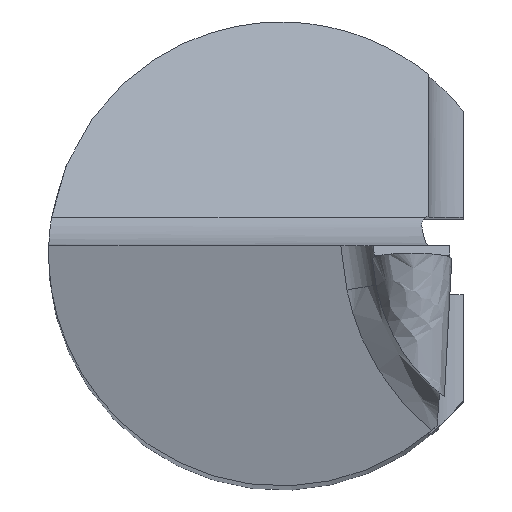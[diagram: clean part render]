
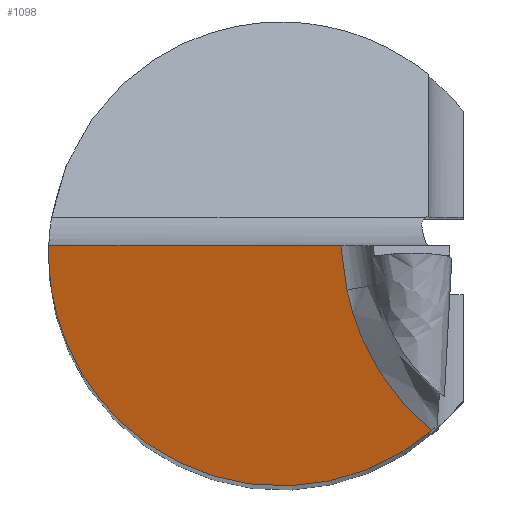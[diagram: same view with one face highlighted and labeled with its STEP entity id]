
A CAD part, top view. The second image highlights one B-rep face of the part: STEP entity #1098.
In plain terms, the highlighted planar face has unit normal (-0.259, -0.052, 0.965).
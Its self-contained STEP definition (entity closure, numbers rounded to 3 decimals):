
#36 = VERTEX_POINT ( 'NONE', #493 ) ;
#64 = CARTESIAN_POINT ( 'NONE',  ( -3.099, -2.932, 30.875 ) ) ;
#84 = CARTESIAN_POINT ( 'NONE',  ( 1.943, -2.286, 32.261 ) ) ;
#116 = CARTESIAN_POINT ( 'NONE',  ( -2.998, 0.1, 31.067 ) ) ;
#137 = ORIENTED_EDGE ( 'NONE', *, *, #424, .T. ) ;
#178 = VECTOR ( 'NONE', #1242, 1000. ) ;
#251 = FACE_OUTER_BOUND ( 'NONE', #1120, .T. ) ;
#255 = LINE ( 'NONE', #852, #178 ) ;
#265 = CARTESIAN_POINT ( 'NONE',  ( 1.372, -1.824, 32.133 ) ) ;
#424 = EDGE_CURVE ( 'NONE', #957, #890, #255, .T. ) ;
#476 = CARTESIAN_POINT ( 'NONE',  ( 0.769, 0.1, 32.076 ) ) ;
#490 = EDGE_CURVE ( 'NONE', #491, #36, #908, .T. ) ;
#491 = VERTEX_POINT ( 'NONE', #84 ) ;
#493 = CARTESIAN_POINT ( 'NONE',  ( 0.849, -0.469, 32.067 ) ) ;
#522 = DIRECTION ( 'NONE',  ( 0.966, 0., 0.259 ) ) ;
#525 = ORIENTED_EDGE ( 'NONE', *, *, #490, .T. ) ;
#576 = EDGE_CURVE ( 'NONE', #36, #957, #1069, .T. ) ;
#607 = PLANE ( 'NONE',  #1224 ) ;
#617 = CARTESIAN_POINT ( 'NONE',  ( 1.232, 0.1, 32.2 ) ) ;
#629 = CARTESIAN_POINT ( 'NONE',  ( -2.998, 0.1, 31.067 ) ) ;
#744 =( BOUNDED_CURVE ( )  B_SPLINE_CURVE ( 3, ( #986, #1201, #64, #629 ),
 .UNSPECIFIED., .F., .F. ) 
 B_SPLINE_CURVE_WITH_KNOTS ( ( 4, 4 ),
 ( 4.208, 6.516 ),
 .UNSPECIFIED. ) 
 CURVE ( )  GEOMETRIC_REPRESENTATION_ITEM ( )  RATIONAL_B_SPLINE_CURVE ( ( 1., 0.603, 0.603, 1. ) ) 
 REPRESENTATION_ITEM ( '' )  );
#798 = DIRECTION ( 'NONE',  ( -0.258, -0.052, 0.965 ) ) ;
#852 = CARTESIAN_POINT ( 'NONE',  ( 1.232, 0.1, 32.2 ) ) ;
#872 = DIRECTION ( 'NONE',  ( -0.14, 0.99, 0.016 ) ) ;
#874 = VECTOR ( 'NONE', #872, 1000. ) ;
#887 = CARTESIAN_POINT ( 'NONE',  ( 0.778, 0.038, 32.075 ) ) ;
#890 = VERTEX_POINT ( 'NONE', #116 ) ;
#908 =( BOUNDED_CURVE ( )  B_SPLINE_CURVE ( 3, ( #1143, #265, #949, #1238 ),
 .UNSPECIFIED., .F., .F. ) 
 B_SPLINE_CURVE_WITH_KNOTS ( ( 4, 4 ),
 ( 2.476, 3.175 ),
 .UNSPECIFIED. ) 
 CURVE ( )  GEOMETRIC_REPRESENTATION_ITEM ( )  RATIONAL_B_SPLINE_CURVE ( ( 1., 0.96, 0.96, 1. ) ) 
 REPRESENTATION_ITEM ( '' )  );
#949 = CARTESIAN_POINT ( 'NONE',  ( 0.993, -1.193, 32.066 ) ) ;
#957 = VERTEX_POINT ( 'NONE', #476 ) ;
#986 = CARTESIAN_POINT ( 'NONE',  ( 1.943, -2.286, 32.261 ) ) ;
#1003 = ORIENTED_EDGE ( 'NONE', *, *, #1124, .F. ) ;
#1069 = LINE ( 'NONE', #887, #874 ) ;
#1098 = ADVANCED_FACE ( 'NONE', ( #251 ), #607, .T. ) ;
#1120 = EDGE_LOOP ( 'NONE', ( #1003, #525, #1206, #137 ) ) ;
#1124 = EDGE_CURVE ( 'NONE', #491, #890, #744, .T. ) ;
#1143 = CARTESIAN_POINT ( 'NONE',  ( 1.943, -2.286, 32.261 ) ) ;
#1201 = CARTESIAN_POINT ( 'NONE',  ( -0.368, -4.25, 31.535 ) ) ;
#1206 = ORIENTED_EDGE ( 'NONE', *, *, #576, .T. ) ;
#1224 = AXIS2_PLACEMENT_3D ( 'NONE', #617, #798, #522 ) ;
#1238 = CARTESIAN_POINT ( 'NONE',  ( 0.849, -0.469, 32.067 ) ) ;
#1242 = DIRECTION ( 'NONE',  ( -0.966, 0., -0.259 ) ) ;
